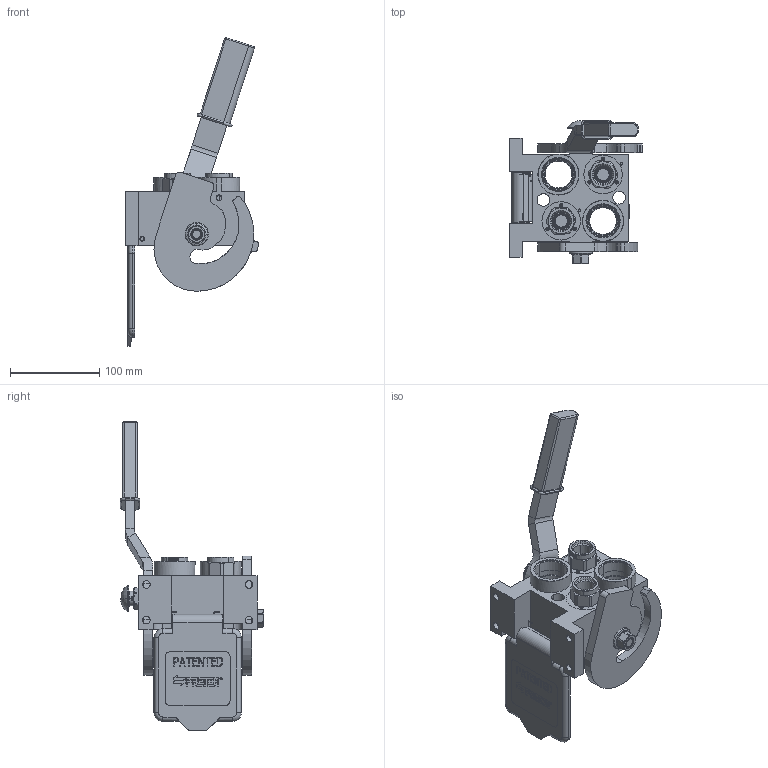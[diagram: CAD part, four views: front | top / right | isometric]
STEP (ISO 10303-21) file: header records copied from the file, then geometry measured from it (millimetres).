
FILE_DESCRIPTION (( 'STEP AP214' ), '1' );
FILE_NAME ('FASTER.step', '2021-02-01T14:55:10', ( '' ), ( '' ), 'SwSTEP 2.0', 'SolidWorks 2017', '' );
FILE_SCHEMA (( 'AUTOMOTIVE_DESIGN' ));
Length unit declared in the file: millimetre
Products named in the file (30): 4830_020_0000_033; 4850_024_6003_000; 4830_001_0005_301; 4340_014_0000_000; 4830_001_0005_300; 2ffnb12-0_22_f; 4850_024_6002_020; A_2ffnb12-0_22_f; 4830_025_0000_001; 4810_001_0001_014; 4850_024_6003_010; et011; 4820_001_0004_000; curs_molla_12; FASTER; 4830_025_1000_000; or2_62x17_86; 4830_070_0000_001; or1_5x7_m; 4142_072_1000_300; 4830_022_0000_011; 4850_024_6003_000_ASM; 4830_024_0001_012; P510_F_ALB_BASE; 0048_042_0412_000; sicura_p5; 4850_024_6001_021; 4830_025_2000_000; 1540_080_0012_000
Assembly tree (31 placements, depth 4):
  FASTER
    P510_F_ALB_BASE
      4830_020_0000_033
      4830_025_1000_000
      4820_001_0004_000
      4810_001_0001_014
      4830_022_0000_011
      4830_070_0000_001
      4830_001_0005_300
      4830_001_0005_301
      or2_62x17_86  x2
    A_2ffnb12-0_22_f  x2
      curs_molla_12
        4340_014_0000_000
        4142_072_1000_300
      2ffnb12-0_22_f
        2ffnb12-0_22_f
    4850_024_6003_000
      4850_024_6003_000_ASM
        4850_024_6003_010
        4850_024_6001_021
      sicura_p5
        4830_025_0000_001
        or1_5x7_m
        0048_042_0412_000
      1540_080_0012_000
      4830_025_2000_000
      4830_024_0001_012
      4850_024_6002_020
    et011
Bounding box: 148.95 x 161.17 x 346.17 mm (x, y, z)
Volume: 198828.2 mm3; surface area: 284796.2 mm2
Topology: 20 solids, 42 shells, 3543 faces, 9411 edges, 6028 vertices
Faces by surface type: plane 2138, cylinder 650, cone 288, bspline 215, torus 203, sphere 49
Entity records: 133362 total; most frequent: CARTESIAN_POINT 49994, ORIENTED_EDGE 17031, DIRECTION 15656, EDGE_CURVE 8607, VECTOR 6192, LINE 6192, VERTEX_POINT 5540, AXIS2_PLACEMENT_3D 4732
